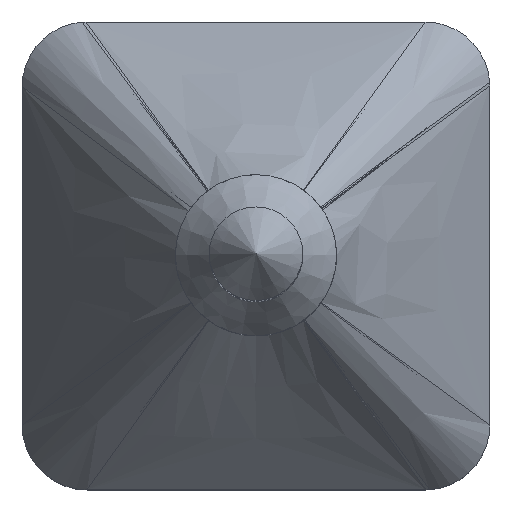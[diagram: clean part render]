
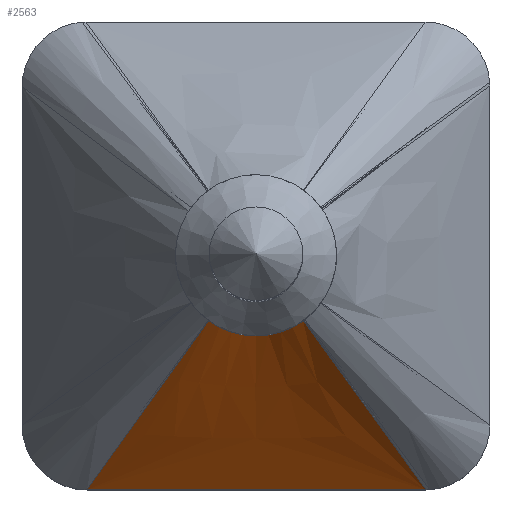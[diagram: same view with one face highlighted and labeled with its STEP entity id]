
A CAD part, top view. The second image highlights one B-rep face of the part: STEP entity #2563.
In plain terms, the highlighted free-form (B-spline) face has degree [3, 3] with [10, 4] control points.
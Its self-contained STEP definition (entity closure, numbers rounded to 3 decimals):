
#28=B_SPLINE_SURFACE_WITH_KNOTS('',3,3,((#4698,#4699,#4700,#4701),(#4702,
#4703,#4704,#4705),(#4706,#4707,#4708,#4709),(#4710,#4711,#4712,#4713),
(#4714,#4715,#4716,#4717),(#4718,#4719,#4720,#4721),(#4722,#4723,#4724,
#4725),(#4726,#4727,#4728,#4729),(#4730,#4731,#4732,#4733),(#4734,#4735,
#4736,#4737)),.UNSPECIFIED.,.F.,.F.,.F.,(4,1,1,1,1,1,1,4),(4,4),(0.,0.143,
0.286,0.429,0.571,0.714,
0.857,1.),(0.,1.),.UNSPECIFIED.);
#300=FACE_OUTER_BOUND('',#453,.T.);
#453=EDGE_LOOP('',(#2353,#2354,#2355,#2356));
#700=LINE('',#4579,#950);
#706=LINE('',#4697,#956);
#707=LINE('',#4738,#957);
#950=VECTOR('',#3419,10.);
#956=VECTOR('',#3429,144.232);
#957=VECTOR('',#3430,144.339);
#1037=CIRCLE('',#2764,31.);
#1259=VERTEX_POINT('',#4155);
#1260=VERTEX_POINT('',#4158);
#1288=VERTEX_POINT('',#4576);
#1289=VERTEX_POINT('',#4578);
#1601=EDGE_CURVE('',#1259,#1260,#1037,.T.);
#1641=EDGE_CURVE('',#1289,#1288,#700,.T.);
#1649=EDGE_CURVE('',#1259,#1289,#706,.T.);
#1650=EDGE_CURVE('',#1260,#1288,#707,.T.);
#2353=ORIENTED_EDGE('',*,*,#1649,.T.);
#2354=ORIENTED_EDGE('',*,*,#1641,.T.);
#2355=ORIENTED_EDGE('',*,*,#1650,.F.);
#2356=ORIENTED_EDGE('',*,*,#1601,.F.);
#2563=ADVANCED_FACE('',(#300),#28,.F.);
#2764=AXIS2_PLACEMENT_3D('',#4159,#3373,#3374);
#3373=DIRECTION('center_axis',(0.,0.,1.));
#3374=DIRECTION('ref_axis',(1.,0.,0.));
#3419=DIRECTION('',(1.,0.,0.));
#3429=DIRECTION('',(-0.325,-0.45,-0.832));
#3430=DIRECTION('',(0.327,-0.449,-0.831));
#4155=CARTESIAN_POINT('',(56.85,49.869,152.));
#4158=CARTESIAN_POINT('',(93.132,49.856,152.));
#4159=CARTESIAN_POINT('Origin',(75.,75.,152.));
#4576=CARTESIAN_POINT('',(140.327,-15.,32.));
#4578=CARTESIAN_POINT('',(10.,-15.,32.));
#4579=CARTESIAN_POINT('',(10.,-15.,32.));
#4697=CARTESIAN_POINT('',(56.85,49.869,152.));
#4698=CARTESIAN_POINT('Ctrl Pts',(56.85,49.869,152.));
#4699=CARTESIAN_POINT('Ctrl Pts',(41.233,28.246,112.));
#4700=CARTESIAN_POINT('Ctrl Pts',(25.617,6.623,72.));
#4701=CARTESIAN_POINT('Ctrl Pts',(10.,-15.,32.));
#4702=CARTESIAN_POINT('Ctrl Pts',(57.233,49.593,152.));
#4703=CARTESIAN_POINT('Ctrl Pts',(42.111,28.061,112.));
#4704=CARTESIAN_POINT('Ctrl Pts',(26.991,6.531,72.));
#4705=CARTESIAN_POINT('Ctrl Pts',(11.87,-15.,32.));
#4706=CARTESIAN_POINT('Ctrl Pts',(58.643,48.589,152.));
#4707=CARTESIAN_POINT('Ctrl Pts',(45.125,27.393,112.));
#4708=CARTESIAN_POINT('Ctrl Pts',(31.606,6.196,72.));
#4709=CARTESIAN_POINT('Ctrl Pts',(18.088,-15.,32.));
#4710=CARTESIAN_POINT('Ctrl Pts',(62.55,46.452,152.));
#4711=CARTESIAN_POINT('Ctrl Pts',(52.784,25.967,112.));
#4712=CARTESIAN_POINT('Ctrl Pts',(43.02,5.484,72.));
#4713=CARTESIAN_POINT('Ctrl Pts',(33.255,-15.,32.));
#4714=CARTESIAN_POINT('Ctrl Pts',(68.053,44.571,152.));
#4715=CARTESIAN_POINT('Ctrl Pts',(62.925,24.714,112.));
#4716=CARTESIAN_POINT('Ctrl Pts',(57.797,4.857,72.));
#4717=CARTESIAN_POINT('Ctrl Pts',(52.669,-15.,32.));
#4718=CARTESIAN_POINT('Ctrl Pts',(74.669,43.744,152.));
#4719=CARTESIAN_POINT('Ctrl Pts',(74.692,24.162,112.));
#4720=CARTESIAN_POINT('Ctrl Pts',(74.716,4.582,72.));
#4721=CARTESIAN_POINT('Ctrl Pts',(74.739,-15.,32.));
#4722=CARTESIAN_POINT('Ctrl Pts',(81.645,44.453,152.));
#4723=CARTESIAN_POINT('Ctrl Pts',(87.053,24.636,112.));
#4724=CARTESIAN_POINT('Ctrl Pts',(92.462,4.817,72.));
#4725=CARTESIAN_POINT('Ctrl Pts',(97.87,-15.,32.));
#4726=CARTESIAN_POINT('Ctrl Pts',(88.12,46.657,152.));
#4727=CARTESIAN_POINT('Ctrl Pts',(98.904,26.104,112.));
#4728=CARTESIAN_POINT('Ctrl Pts',(109.687,5.553,72.));
#4729=CARTESIAN_POINT('Ctrl Pts',(120.47,-15.,32.));
#4730=CARTESIAN_POINT('Ctrl Pts',(91.635,48.776,152.));
#4731=CARTESIAN_POINT('Ctrl Pts',(105.797,27.518,112.));
#4732=CARTESIAN_POINT('Ctrl Pts',(119.959,6.259,72.));
#4733=CARTESIAN_POINT('Ctrl Pts',(134.121,-15.,32.));
#4734=CARTESIAN_POINT('Ctrl Pts',(93.132,49.856,152.));
#4735=CARTESIAN_POINT('Ctrl Pts',(108.864,28.237,112.));
#4736=CARTESIAN_POINT('Ctrl Pts',(124.595,6.619,72.));
#4737=CARTESIAN_POINT('Ctrl Pts',(140.327,-15.,32.));
#4738=CARTESIAN_POINT('',(93.132,49.856,152.));
